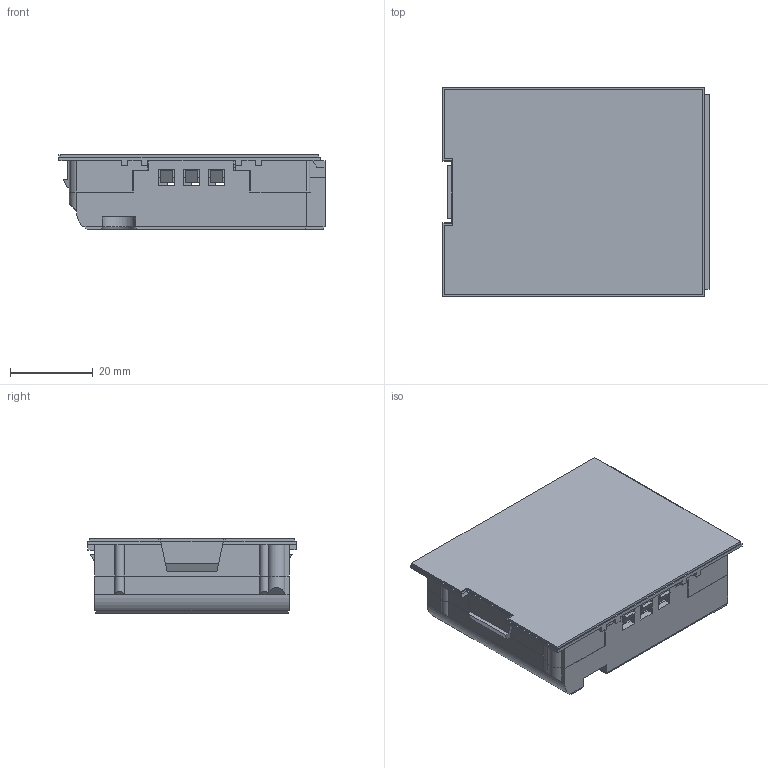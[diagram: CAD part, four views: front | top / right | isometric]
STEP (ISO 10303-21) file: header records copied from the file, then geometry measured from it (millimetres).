
FILE_DESCRIPTION(/* description */ (''),/* implementation_level */ '2;1');
FILE_NAME(/* name */ 'ti-bp8 v27.step',/* time_stamp */ '2024-04-24T13:07:21+10:00',/* author */ (''),/* organization */ (''),/* preprocessor_version */ 'ST-DEVELOPER v20',/* originating_system */ 'Autodesk Translation Framework v12.20.1.177',/* authorisation */ '');
FILE_SCHEMA (('AUTOMOTIVE_DESIGN { 1 0 10303 214 3 1 1 }'));
Length unit declared in the file: millimetre
Products named in the file (4): ti-bp8; Component1; Component2; Component3
Assembly tree (3 placements, depth 2):
  ti-bp8
    Component1
    Component2
    Component3
Bounding box: 64.2 x 50.3 x 18 mm (x, y, z)
Volume: 15311.7 mm3; surface area: 22698.3 mm2
Topology: 5 solids, 5 shells, 475 faces, 1327 edges, 878 vertices
Faces by surface type: plane 421, cylinder 53, cone 1
Full cylindrical faces by diameter (mm): 1.1 x2, 1.5 x4, 2 x4
Entity records: 15183 total; most frequent: CARTESIAN_POINT 2703, ORIENTED_EDGE 2654, DIRECTION 2396, EDGE_CURVE 1327, LINE 1218, VECTOR 1218, VERTEX_POINT 878, AXIS2_PLACEMENT_3D 589
